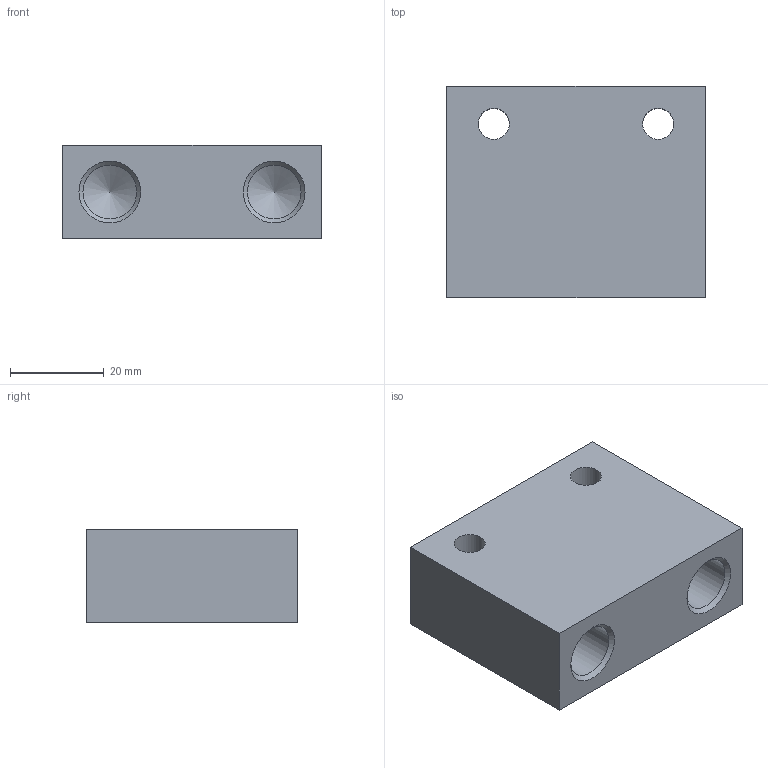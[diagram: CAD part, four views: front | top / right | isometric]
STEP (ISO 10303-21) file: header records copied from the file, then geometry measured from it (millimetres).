
FILE_DESCRIPTION(/* description */ ('STEP AP214'),/* implementation_level */ '2;1');
FILE_NAME(/* name */ '6682_OS-1_4-B',/* time_stamp */ '2024-09-13T11:15:16+02:00',/* author */ ('License CC BY-ND 4.0'),/* organization */ ('CADENAS'),/* preprocessor_version */ 'ST-DEVELOPER v19.3',/* originating_system */ 'PARTsolutions',/* authorisation */ ' ');
FILE_SCHEMA (('AUTOMOTIVE_DESIGN {1 0 10303 214 3 1 1}'));
Length unit declared in the file: millimetre
Products named in the file (1): 6682 OS-1/4-B
Bounding box: 55 x 45 x 20 mm (x, y, z)
Volume: 42812 mm3; surface area: 11364.9 mm2
Topology: 1 solids, 1 shells, 17 faces, 40 edges, 25 vertices
Faces by surface type: plane 6, cone 6, cylinder 5
Full cylindrical faces by diameter (mm): 6.6 x2, 11.445 x3
Entity records: 446 total; most frequent: DIRECTION 74, CARTESIAN_POINT 67, ORIENTED_EDGE 50, FACE_BOUND 35, EDGE_LOOP 32, AXIS2_PLACEMENT_3D 31, EDGE_CURVE 25, VERTEX_POINT 24
